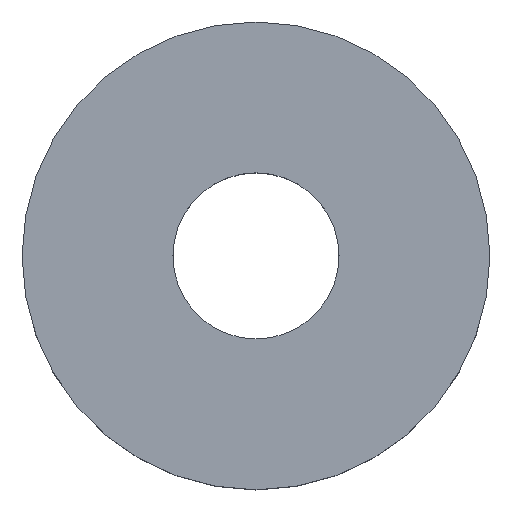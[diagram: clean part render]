
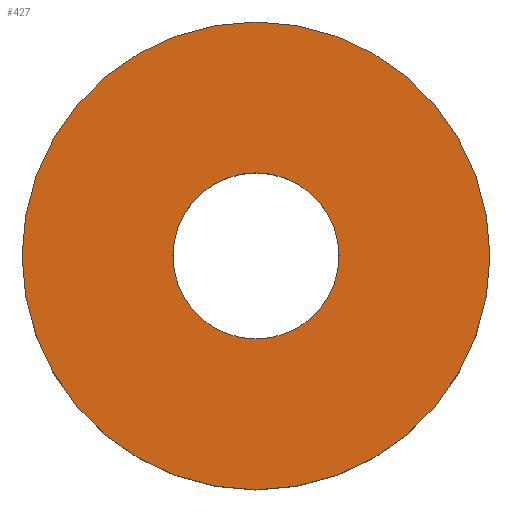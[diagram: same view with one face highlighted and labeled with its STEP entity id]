
A CAD part, top view. The second image highlights one B-rep face of the part: STEP entity #427.
In plain terms, the highlighted planar face has unit normal (0, 0, 1).
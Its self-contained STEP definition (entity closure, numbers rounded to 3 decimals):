
#25=FACE_BOUND('',#77,.T.);
#29=PLANE('',#528);
#51=FACE_OUTER_BOUND('',#76,.T.);
#76=EDGE_LOOP('',(#371,#372));
#77=EDGE_LOOP('',(#373));
#139=CIRCLE('',#526,76.2);
#140=CIRCLE('',#527,76.2);
#141=CIRCLE('',#529,27.051);
#185=VERTEX_POINT('',#831);
#186=VERTEX_POINT('',#833);
#187=VERTEX_POINT('',#837);
#249=EDGE_CURVE('',#186,#185,#139,.T.);
#250=EDGE_CURVE('',#185,#186,#140,.T.);
#251=EDGE_CURVE('',#187,#187,#141,.T.);
#371=ORIENTED_EDGE('',*,*,#249,.T.);
#372=ORIENTED_EDGE('',*,*,#250,.T.);
#373=ORIENTED_EDGE('',*,*,#251,.T.);
#427=ADVANCED_FACE('',(#51,#25),#29,.T.);
#526=AXIS2_PLACEMENT_3D('',#834,#690,#691);
#527=AXIS2_PLACEMENT_3D('',#835,#692,#693);
#528=AXIS2_PLACEMENT_3D('',#836,#694,#695);
#529=AXIS2_PLACEMENT_3D('',#838,#696,#697);
#690=DIRECTION('center_axis',(0.,0.,1.));
#691=DIRECTION('ref_axis',(1.,0.,0.));
#692=DIRECTION('center_axis',(0.,0.,1.));
#693=DIRECTION('ref_axis',(1.,0.,0.));
#694=DIRECTION('center_axis',(0.,0.,1.));
#695=DIRECTION('ref_axis',(1.,0.,0.));
#696=DIRECTION('center_axis',(0.,0.,-1.));
#697=DIRECTION('ref_axis',(-1.,0.,0.));
#831=CARTESIAN_POINT('',(-76.2,0.,35.306));
#833=CARTESIAN_POINT('',(76.2,0.,35.306));
#834=CARTESIAN_POINT('Origin',(0.,0.,35.306));
#835=CARTESIAN_POINT('Origin',(0.,0.,35.306));
#836=CARTESIAN_POINT('Origin',(0.,0.,35.306));
#837=CARTESIAN_POINT('',(27.051,0.,35.306));
#838=CARTESIAN_POINT('Origin',(0.,0.,35.306));
